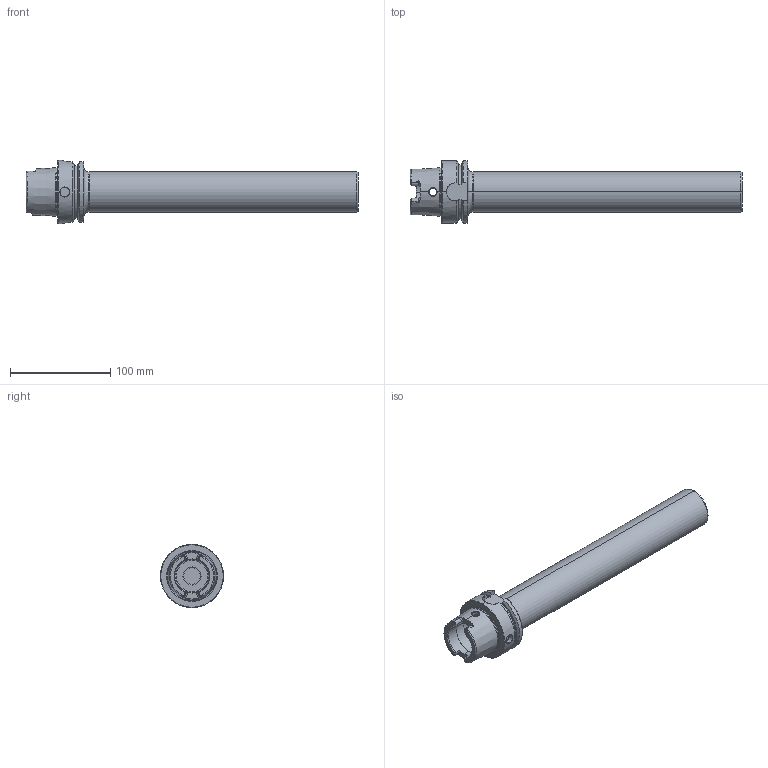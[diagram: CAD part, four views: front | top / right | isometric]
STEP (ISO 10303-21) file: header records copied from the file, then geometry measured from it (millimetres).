
FILE_DESCRIPTION (( 'STEP AP214' ), '1' );
FILE_NAME ('6-K.1.040.300_A.STEP', '2021-12-20T10:49:59', ( '' ), ( '' ), 'SwSTEP 2.0', 'SolidWorks 2017', '' );
FILE_SCHEMA (( 'AUTOMOTIVE_DESIGN' ));
Length unit declared in the file: millimetre
Products named in the file (1): 6-K.1.040.300_A
Bounding box: 331.9 x 63 x 63 mm (x, y, z)
Volume: 426327.1 mm3; surface area: 56427.5 mm2
Topology: 1 solids, 1 shells, 158 faces, 409 edges, 253 vertices
Faces by surface type: plane 46, cylinder 45, torus 35, cone 28, bspline 4
Entity records: 7213 total; most frequent: CARTESIAN_POINT 2133, ORIENTED_EDGE 814, DIRECTION 756, EDGE_CURVE 407, AXIS2_PLACEMENT_3D 311, VERTEX_POINT 253, EDGE_LOOP 164, FACE_OUTER_BOUND 158
